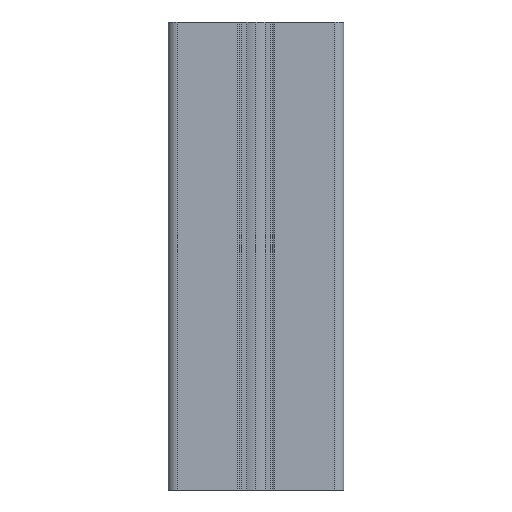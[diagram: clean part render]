
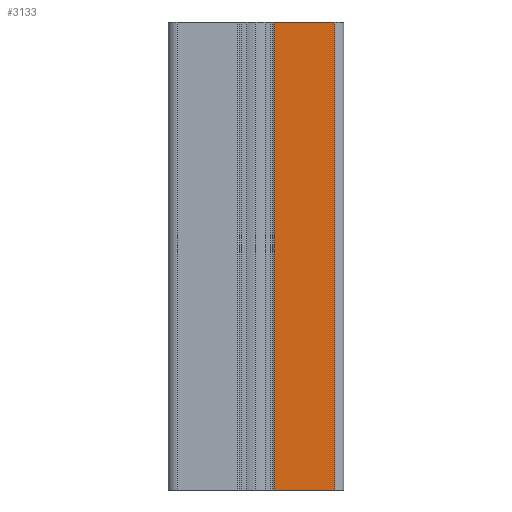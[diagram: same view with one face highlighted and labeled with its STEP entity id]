
A CAD part, left-side view. The second image highlights one B-rep face of the part: STEP entity #3133.
In plain terms, the highlighted planar face has unit normal (-1, 0, 0).
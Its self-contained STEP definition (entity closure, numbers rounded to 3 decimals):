
#129 = ORIENTED_EDGE ( 'NONE', *, *, #3090, .T. ) ;
#181 = ORIENTED_EDGE ( 'NONE', *, *, #3958, .T. ) ;
#273 = EDGE_CURVE ( 'NONE', #4519, #4946, #735, .T. ) ;
#592 = LINE ( 'NONE', #1916, #2970 ) ;
#599 = VERTEX_POINT ( 'NONE', #627 ) ;
#627 = CARTESIAN_POINT ( 'NONE',  ( -22.5, -6.3, 0. ) ) ;
#669 = FACE_OUTER_BOUND ( 'NONE', #4669, .T. ) ;
#705 = CARTESIAN_POINT ( 'NONE',  ( -22.5, -27., 160. ) ) ;
#735 = LINE ( 'NONE', #1101, #2340 ) ;
#1066 = DIRECTION ( 'NONE',  ( 0., 1., 0. ) ) ;
#1101 = CARTESIAN_POINT ( 'NONE',  ( -22.5, -27., 160. ) ) ;
#1125 = ORIENTED_EDGE ( 'NONE', *, *, #273, .F. ) ;
#1343 = CARTESIAN_POINT ( 'NONE',  ( -22.5, -27., 0. ) ) ;
#1916 = CARTESIAN_POINT ( 'NONE',  ( -22.5, -6.3, 160. ) ) ;
#2268 = DIRECTION ( 'NONE',  ( 1., 0., 0. ) ) ;
#2340 = VECTOR ( 'NONE', #4072, 1000. ) ;
#2348 = CARTESIAN_POINT ( 'NONE',  ( -22.5, -27., 160. ) ) ;
#2406 = VERTEX_POINT ( 'NONE', #3524 ) ;
#2438 = AXIS2_PLACEMENT_3D ( 'NONE', #2348, #2268, #1066 ) ;
#2643 = DIRECTION ( 'NONE',  ( 0., -1., 0. ) ) ;
#2808 = VECTOR ( 'NONE', #4041, 1000. ) ;
#2970 = VECTOR ( 'NONE', #3596, 1000. ) ;
#3090 = EDGE_CURVE ( 'NONE', #2406, #599, #592, .T. ) ;
#3133 = ADVANCED_FACE ( 'NONE', ( #669 ), #4835, .F. ) ;
#3508 = VECTOR ( 'NONE', #2643, 1000. ) ;
#3524 = CARTESIAN_POINT ( 'NONE',  ( -22.5, -6.3, 160. ) ) ;
#3596 = DIRECTION ( 'NONE',  ( 0., 0., -1. ) ) ;
#3645 = LINE ( 'NONE', #705, #2808 ) ;
#3958 = EDGE_CURVE ( 'NONE', #599, #4946, #4382, .T. ) ;
#3998 = CARTESIAN_POINT ( 'NONE',  ( -22.5, -27., 0. ) ) ;
#4041 = DIRECTION ( 'NONE',  ( 0., -1., 0. ) ) ;
#4072 = DIRECTION ( 'NONE',  ( 0., 0., -1. ) ) ;
#4307 = ORIENTED_EDGE ( 'NONE', *, *, #5445, .F. ) ;
#4382 = LINE ( 'NONE', #3998, #3508 ) ;
#4519 = VERTEX_POINT ( 'NONE', #4820 ) ;
#4669 = EDGE_LOOP ( 'NONE', ( #181, #1125, #4307, #129 ) ) ;
#4820 = CARTESIAN_POINT ( 'NONE',  ( -22.5, -27., 160. ) ) ;
#4835 = PLANE ( 'NONE',  #2438 ) ;
#4946 = VERTEX_POINT ( 'NONE', #1343 ) ;
#5445 = EDGE_CURVE ( 'NONE', #2406, #4519, #3645, .T. ) ;
